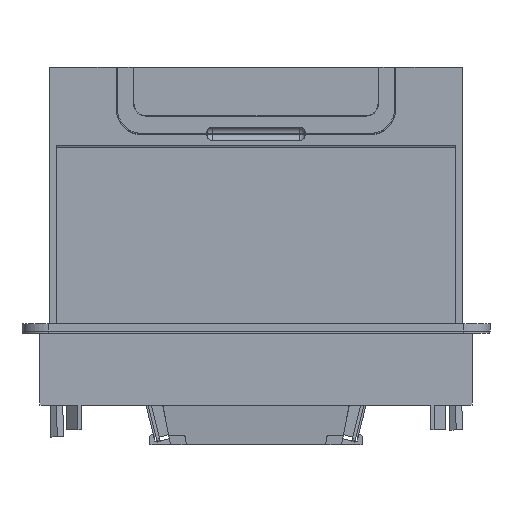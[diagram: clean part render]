
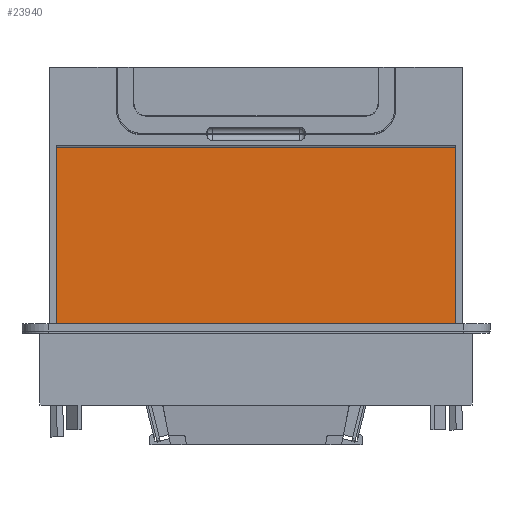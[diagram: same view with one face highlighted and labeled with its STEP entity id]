
A CAD part, front view. The second image highlights one B-rep face of the part: STEP entity #23940.
In plain terms, the highlighted face is planar.
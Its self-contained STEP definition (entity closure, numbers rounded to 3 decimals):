
#22907=CARTESIAN_POINT('Vertex',(-81.474,122.,5.1)) ;
#22910=CARTESIAN_POINT('Line Origine',(-22.77,122.,5.1)) ;
#22914=CARTESIAN_POINT('Vertex',(35.933,122.,5.1)) ;
#22970=CARTESIAN_POINT('Vertex',(35.933,-122.,5.1)) ;
#22973=CARTESIAN_POINT('Line Origine',(-22.77,-122.,5.1)) ;
#22977=CARTESIAN_POINT('Vertex',(-81.474,-122.,5.1)) ;
#22998=CARTESIAN_POINT('Line Origine',(-81.474,0.,5.1)) ;
#23924=CARTESIAN_POINT('Axis2P3D Location',(73.933,0.,5.1)) ;
#23929=CARTESIAN_POINT('Line Origine',(35.933,0.,5.1)) ;
#22911=DIRECTION('Vector Direction',(-1.,0.,0.)) ;
#22974=DIRECTION('Vector Direction',(-1.,0.,0.)) ;
#22999=DIRECTION('Vector Direction',(0.,-1.,0.)) ;
#23925=DIRECTION('Axis2P3D Direction',(0.,0.,1.)) ;
#23926=DIRECTION('Axis2P3D XDirection',(-1.,0.,0.)) ;
#23930=DIRECTION('Vector Direction',(0.,-1.,0.)) ;
#23927=AXIS2_PLACEMENT_3D('Plane Axis2P3D',#23924,#23925,#23926) ;
#23935=ORIENTED_EDGE('',*,*,#22979,.F.) ;
#23936=ORIENTED_EDGE('',*,*,#23933,.F.) ;
#23937=ORIENTED_EDGE('',*,*,#22916,.T.) ;
#23938=ORIENTED_EDGE('',*,*,#23002,.T.) ;
#22912=VECTOR('Line Direction',#22911,1.) ;
#22975=VECTOR('Line Direction',#22974,1.) ;
#23000=VECTOR('Line Direction',#22999,1.) ;
#23931=VECTOR('Line Direction',#23930,1.) ;
#23940=ADVANCED_FACE('Corps de pi\X2\00E8\X0\ce.3',(#23939),#23928,.T.) ;
#22916=EDGE_CURVE('',#22915,#22908,#22913,.T.) ;
#22979=EDGE_CURVE('',#22971,#22978,#22976,.T.) ;
#23002=EDGE_CURVE('',#22908,#22978,#23001,.T.) ;
#23933=EDGE_CURVE('',#22915,#22971,#23932,.T.) ;
#23934=EDGE_LOOP('',(#23935,#23936,#23937,#23938)) ;
#23939=FACE_OUTER_BOUND('',#23934,.T.) ;
#22913=LINE('Line',#22910,#22912) ;
#22976=LINE('Line',#22973,#22975) ;
#23001=LINE('Line',#22998,#23000) ;
#23932=LINE('Line',#23929,#23931) ;
#23928=PLANE('',#23927) ;
#22908=VERTEX_POINT('',#22907) ;
#22915=VERTEX_POINT('',#22914) ;
#22971=VERTEX_POINT('',#22970) ;
#22978=VERTEX_POINT('',#22977) ;
